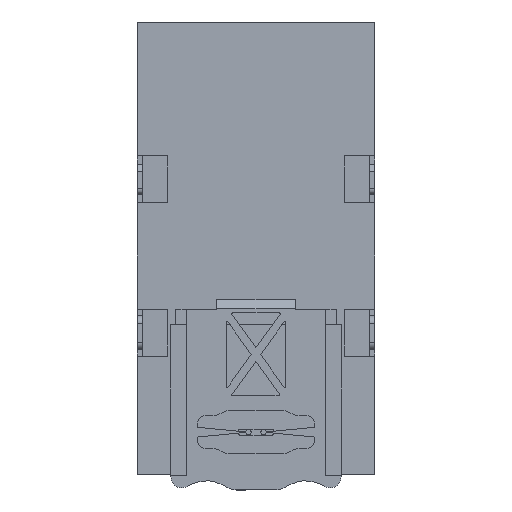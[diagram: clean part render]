
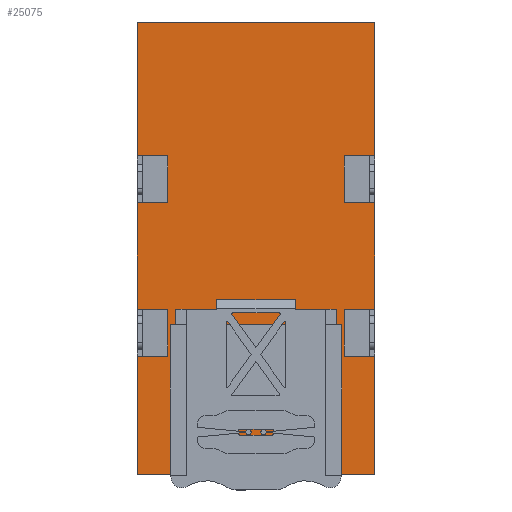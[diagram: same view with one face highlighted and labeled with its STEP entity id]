
A CAD part, left-side view. The second image highlights one B-rep face of the part: STEP entity #25075.
In plain terms, the highlighted planar face has unit normal (-1, 0, 0).
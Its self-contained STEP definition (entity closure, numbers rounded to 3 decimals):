
#23936=CARTESIAN_POINT('',(-99.8,65.8,88.2));
#23937=VERTEX_POINT('',#23936);
#23944=CARTESIAN_POINT('',(-99.8,65.8,125.2));
#23945=VERTEX_POINT('',#23944);
#23946=CARTESIAN_POINT('',(-99.8,65.8,88.2));
#23947=DIRECTION('',(0.0,0.0,1.0));
#23948=VECTOR('',#23947,37.);
#23949=LINE('',#23946,#23948);
#23950=EDGE_CURVE('',#23937,#23945,#23949,.T.);
#23993=CARTESIAN_POINT('',(-99.8,65.8,0.0));
#23994=VERTEX_POINT('',#23993);
#24001=CARTESIAN_POINT('',(-99.8,65.8,32.75));
#24002=VERTEX_POINT('',#24001);
#24003=CARTESIAN_POINT('',(-99.8,65.8,0.0));
#24004=DIRECTION('',(0.0,0.0,1.0));
#24005=VECTOR('',#24004,32.75);
#24006=LINE('',#24003,#24005);
#24007=EDGE_CURVE('',#23994,#24002,#24006,.T.);
#24075=CARTESIAN_POINT('',(-99.8,65.8,45.75));
#24076=VERTEX_POINT('',#24075);
#24083=CARTESIAN_POINT('',(-99.8,65.8,75.2));
#24084=VERTEX_POINT('',#24083);
#24085=CARTESIAN_POINT('',(-99.8,65.8,45.75));
#24086=DIRECTION('',(0.0,0.0,1.0));
#24087=VECTOR('',#24086,29.45);
#24088=LINE('',#24085,#24087);
#24089=EDGE_CURVE('',#24076,#24084,#24088,.T.);
#24352=CARTESIAN_POINT('',(-99.8,0.0,75.2));
#24353=VERTEX_POINT('',#24352);
#24360=CARTESIAN_POINT('',(-99.8,0.0,45.75));
#24361=VERTEX_POINT('',#24360);
#24362=CARTESIAN_POINT('',(-99.8,0.0,45.75));
#24363=DIRECTION('',(0.0,0.0,1.0));
#24364=VECTOR('',#24363,29.45);
#24365=LINE('',#24362,#24364);
#24366=EDGE_CURVE('',#24361,#24353,#24365,.T.);
#24434=CARTESIAN_POINT('',(-99.8,0.0,32.75));
#24435=VERTEX_POINT('',#24434);
#24442=CARTESIAN_POINT('',(-99.8,0.0,0.0));
#24443=VERTEX_POINT('',#24442);
#24444=CARTESIAN_POINT('',(-99.8,0.0,0.0));
#24445=DIRECTION('',(0.0,0.0,1.0));
#24446=VECTOR('',#24445,32.75);
#24447=LINE('',#24444,#24446);
#24448=EDGE_CURVE('',#24443,#24435,#24447,.T.);
#24491=CARTESIAN_POINT('',(-99.8,0.0,125.2));
#24492=VERTEX_POINT('',#24491);
#24499=CARTESIAN_POINT('',(-99.8,0.0,88.2));
#24500=VERTEX_POINT('',#24499);
#24501=CARTESIAN_POINT('',(-99.8,0.0,88.2));
#24502=DIRECTION('',(0.0,0.0,1.0));
#24503=VECTOR('',#24502,37.);
#24504=LINE('',#24501,#24503);
#24505=EDGE_CURVE('',#24500,#24492,#24504,.T.);
#24940=CARTESIAN_POINT('',(-99.8,0.0,0.0));
#24941=DIRECTION('',(-1.0,0.0,0.0));
#24942=DIRECTION('',(0.0,0.0,1.0));
#24943=AXIS2_PLACEMENT_3D('',#24940,#24941,#24942);
#24944=PLANE('',#24943);
#24945=CARTESIAN_POINT('',(-99.8,57.3,88.2));
#24946=VERTEX_POINT('',#24945);
#24947=CARTESIAN_POINT('',(-99.8,65.8,88.2));
#24948=DIRECTION('',(0.0,-1.0,0.0));
#24949=VECTOR('',#24948,8.5);
#24950=LINE('',#24947,#24949);
#24951=EDGE_CURVE('',#23937,#24946,#24950,.T.);
#24952=ORIENTED_EDGE('',*,*,#24951,.T.);
#24953=CARTESIAN_POINT('',(-99.8,57.3,75.2));
#24954=VERTEX_POINT('',#24953);
#24955=CARTESIAN_POINT('',(-99.8,57.3,88.2));
#24956=DIRECTION('',(0.0,0.0,-1.0));
#24957=VECTOR('',#24956,13.);
#24958=LINE('',#24955,#24957);
#24959=EDGE_CURVE('',#24946,#24954,#24958,.T.);
#24960=ORIENTED_EDGE('',*,*,#24959,.T.);
#24961=CARTESIAN_POINT('',(-99.8,57.3,75.2));
#24962=DIRECTION('',(0.0,1.0,0.0));
#24963=VECTOR('',#24962,8.5);
#24964=LINE('',#24961,#24963);
#24965=EDGE_CURVE('',#24954,#24084,#24964,.T.);
#24966=ORIENTED_EDGE('',*,*,#24965,.T.);
#24967=ORIENTED_EDGE('',*,*,#24089,.F.);
#24968=CARTESIAN_POINT('',(-99.8,57.3,45.75));
#24969=VERTEX_POINT('',#24968);
#24970=CARTESIAN_POINT('',(-99.8,65.8,45.75));
#24971=DIRECTION('',(0.0,-1.0,0.0));
#24972=VECTOR('',#24971,8.5);
#24973=LINE('',#24970,#24972);
#24974=EDGE_CURVE('',#24076,#24969,#24973,.T.);
#24975=ORIENTED_EDGE('',*,*,#24974,.T.);
#24976=CARTESIAN_POINT('',(-99.8,57.3,32.75));
#24977=VERTEX_POINT('',#24976);
#24978=CARTESIAN_POINT('',(-99.8,57.3,45.75));
#24979=DIRECTION('',(0.0,0.0,-1.0));
#24980=VECTOR('',#24979,13.);
#24981=LINE('',#24978,#24980);
#24982=EDGE_CURVE('',#24969,#24977,#24981,.T.);
#24983=ORIENTED_EDGE('',*,*,#24982,.T.);
#24984=CARTESIAN_POINT('',(-99.8,57.3,32.75));
#24985=DIRECTION('',(0.0,1.0,0.0));
#24986=VECTOR('',#24985,8.5);
#24987=LINE('',#24984,#24986);
#24988=EDGE_CURVE('',#24977,#24002,#24987,.T.);
#24989=ORIENTED_EDGE('',*,*,#24988,.T.);
#24990=ORIENTED_EDGE('',*,*,#24007,.F.);
#24991=CARTESIAN_POINT('',(-99.8,0.0,0.0));
#24992=DIRECTION('',(0.0,1.0,0.0));
#24993=VECTOR('',#24992,65.8);
#24994=LINE('',#24991,#24993);
#24995=EDGE_CURVE('',#24443,#23994,#24994,.T.);
#24996=ORIENTED_EDGE('',*,*,#24995,.F.);
#24997=ORIENTED_EDGE('',*,*,#24448,.T.);
#24998=CARTESIAN_POINT('',(-99.8,8.5,32.75));
#24999=VERTEX_POINT('',#24998);
#25000=CARTESIAN_POINT('',(-99.8,0.0,32.75));
#25001=DIRECTION('',(0.0,1.0,0.0));
#25002=VECTOR('',#25001,8.5);
#25003=LINE('',#25000,#25002);
#25004=EDGE_CURVE('',#24435,#24999,#25003,.T.);
#25005=ORIENTED_EDGE('',*,*,#25004,.T.);
#25006=CARTESIAN_POINT('',(-99.8,8.5,45.75));
#25007=VERTEX_POINT('',#25006);
#25008=CARTESIAN_POINT('',(-99.8,8.5,32.75));
#25009=DIRECTION('',(0.0,0.0,1.0));
#25010=VECTOR('',#25009,13.);
#25011=LINE('',#25008,#25010);
#25012=EDGE_CURVE('',#24999,#25007,#25011,.T.);
#25013=ORIENTED_EDGE('',*,*,#25012,.T.);
#25014=CARTESIAN_POINT('',(-99.8,8.5,45.75));
#25015=DIRECTION('',(0.0,-1.0,0.0));
#25016=VECTOR('',#25015,8.5);
#25017=LINE('',#25014,#25016);
#25018=EDGE_CURVE('',#25007,#24361,#25017,.T.);
#25019=ORIENTED_EDGE('',*,*,#25018,.T.);
#25020=ORIENTED_EDGE('',*,*,#24366,.T.);
#25021=CARTESIAN_POINT('',(-99.8,8.5,75.2));
#25022=VERTEX_POINT('',#25021);
#25023=CARTESIAN_POINT('',(-99.8,0.0,75.2));
#25024=DIRECTION('',(0.0,1.0,0.0));
#25025=VECTOR('',#25024,8.5);
#25026=LINE('',#25023,#25025);
#25027=EDGE_CURVE('',#24353,#25022,#25026,.T.);
#25028=ORIENTED_EDGE('',*,*,#25027,.T.);
#25029=CARTESIAN_POINT('',(-99.8,8.5,88.2));
#25030=VERTEX_POINT('',#25029);
#25031=CARTESIAN_POINT('',(-99.8,8.5,75.2));
#25032=DIRECTION('',(0.0,0.0,1.0));
#25033=VECTOR('',#25032,13.);
#25034=LINE('',#25031,#25033);
#25035=EDGE_CURVE('',#25022,#25030,#25034,.T.);
#25036=ORIENTED_EDGE('',*,*,#25035,.T.);
#25037=CARTESIAN_POINT('',(-99.8,8.5,88.2));
#25038=DIRECTION('',(0.0,-1.0,0.0));
#25039=VECTOR('',#25038,8.5);
#25040=LINE('',#25037,#25039);
#25041=EDGE_CURVE('',#25030,#24500,#25040,.T.);
#25042=ORIENTED_EDGE('',*,*,#25041,.T.);
#25043=ORIENTED_EDGE('',*,*,#24505,.T.);
#25044=CARTESIAN_POINT('',(-99.8,0.0,125.2));
#25045=DIRECTION('',(0.0,1.0,0.0));
#25046=VECTOR('',#25045,65.8);
#25047=LINE('',#25044,#25046);
#25048=EDGE_CURVE('',#24492,#23945,#25047,.T.);
#25049=ORIENTED_EDGE('',*,*,#25048,.T.);
#25050=ORIENTED_EDGE('',*,*,#23950,.F.);
#25051=EDGE_LOOP('',(#24952,#24960,#24966,#24967,#24975,#24983,#24989,#24990,#24996,#24997,#25005,#25013,#25019,#25020,#25028,#25036,#25042,#25043,#25049,#25050));
#25052=FACE_OUTER_BOUND('',#25051,.T.);
#25053=CARTESIAN_POINT('',(-99.8,18.9,26.0));
#25054=VERTEX_POINT('',#25053);
#25055=CARTESIAN_POINT('',(-99.8,18.9,24.5));
#25056=DIRECTION('',(1.0,0.0,0.0));
#25057=DIRECTION('',(0.0,0.0,-1.0));
#25058=AXIS2_PLACEMENT_3D('',#25055,#25056,#25057);
#25059=CIRCLE('',#25058,1.5);
#25060=EDGE_CURVE('',#25054,#25054,#25059,.T.);
#25061=ORIENTED_EDGE('',*,*,#25060,.T.);
#25062=EDGE_LOOP('',(#25061));
#25063=FACE_BOUND('',#25062,.T.);
#25064=CARTESIAN_POINT('',(-99.8,46.9,26.0));
#25065=VERTEX_POINT('',#25064);
#25066=CARTESIAN_POINT('',(-99.8,46.9,24.5));
#25067=DIRECTION('',(1.0,0.0,0.0));
#25068=DIRECTION('',(0.0,0.0,-1.0));
#25069=AXIS2_PLACEMENT_3D('',#25066,#25067,#25068);
#25070=CIRCLE('',#25069,1.5);
#25071=EDGE_CURVE('',#25065,#25065,#25070,.T.);
#25072=ORIENTED_EDGE('',*,*,#25071,.T.);
#25073=EDGE_LOOP('',(#25072));
#25074=FACE_BOUND('',#25073,.T.);
#25075=ADVANCED_FACE('',(#25052,#25063,#25074),#24944,.T.);
